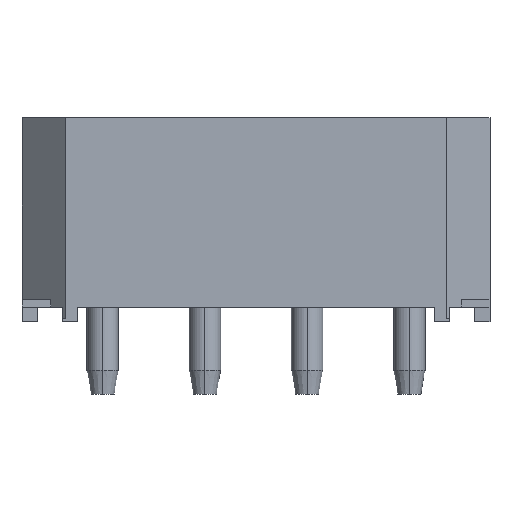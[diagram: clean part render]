
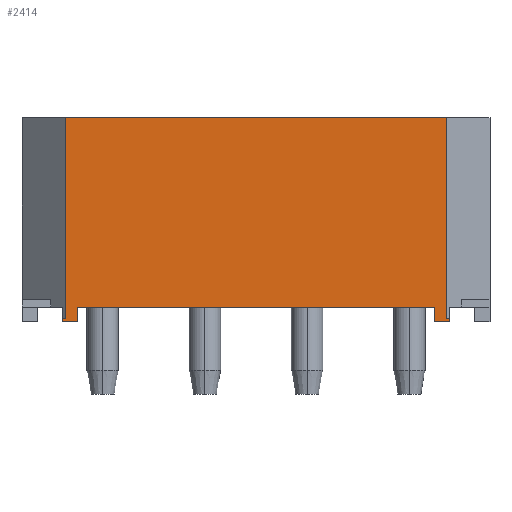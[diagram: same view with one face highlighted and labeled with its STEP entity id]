
A CAD part, front view. The second image highlights one B-rep face of the part: STEP entity #2414.
In plain terms, the highlighted planar face has unit normal (0, -1, 0).
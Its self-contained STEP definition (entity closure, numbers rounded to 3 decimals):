
#5=DIRECTION('',(1.,0.,0.));
#6=VECTOR('',#5,18.959);
#7=CARTESIAN_POINT('',(-9.479,-4.14,10.16));
#8=LINE('',#7,#6);
#185=DIRECTION('',(1.,0.,0.));
#186=VECTOR('',#185,17.74);
#187=CARTESIAN_POINT('',(-8.87,-4.14,0.74));
#188=LINE('',#187,#186);
#245=DIRECTION('',(1.,0.,0.));
#246=VECTOR('',#245,0.151);
#247=CARTESIAN_POINT('',(-9.63,-4.14,0.16));
#248=LINE('',#247,#246);
#249=DIRECTION('',(0.,0.,-1.));
#250=VECTOR('',#249,10.);
#251=CARTESIAN_POINT('',(-9.479,-4.14,10.16));
#252=LINE('',#251,#250);
#253=DIRECTION('',(0.,0.,-1.));
#254=VECTOR('',#253,10.);
#255=CARTESIAN_POINT('',(9.479,-4.14,10.16));
#256=LINE('',#255,#254);
#257=DIRECTION('',(1.,0.,0.));
#258=VECTOR('',#257,0.151);
#259=CARTESIAN_POINT('',(9.479,-4.14,0.16));
#260=LINE('',#259,#258);
#261=DIRECTION('',(0.,0.,-1.));
#262=VECTOR('',#261,0.16);
#263=CARTESIAN_POINT('',(9.63,-4.14,0.16));
#264=LINE('',#263,#262);
#265=DIRECTION('',(0.,0.,-1.));
#266=VECTOR('',#265,0.74);
#267=CARTESIAN_POINT('',(-8.87,-4.14,0.74));
#268=LINE('',#267,#266);
#281=DIRECTION('',(0.,0.,-1.));
#282=VECTOR('',#281,0.16);
#283=CARTESIAN_POINT('',(-9.63,-4.14,0.16));
#284=LINE('',#283,#282);
#293=DIRECTION('',(-1.,0.,0.));
#294=VECTOR('',#293,0.76);
#295=CARTESIAN_POINT('',(9.63,-4.14,0.));
#296=LINE('',#295,#294);
#309=DIRECTION('',(-1.,0.,0.));
#310=VECTOR('',#309,0.76);
#311=CARTESIAN_POINT('',(-8.87,-4.14,0.));
#312=LINE('',#311,#310);
#321=DIRECTION('',(0.,0.,-1.));
#322=VECTOR('',#321,0.74);
#323=CARTESIAN_POINT('',(8.87,-4.14,0.74));
#324=LINE('',#323,#322);
#1749=CARTESIAN_POINT('',(8.87,-4.14,0.));
#1751=VERTEX_POINT('',#1749);
#1755=CARTESIAN_POINT('',(9.63,-4.14,0.));
#1756=VERTEX_POINT('',#1755);
#1757=CARTESIAN_POINT('',(8.87,-4.14,0.74));
#1759=VERTEX_POINT('',#1757);
#1763=CARTESIAN_POINT('',(-8.87,-4.14,0.74));
#1764=VERTEX_POINT('',#1763);
#1767=CARTESIAN_POINT('',(-9.63,-4.14,0.));
#1769=VERTEX_POINT('',#1767);
#1773=CARTESIAN_POINT('',(-8.87,-4.14,0.));
#1774=VERTEX_POINT('',#1773);
#1938=CARTESIAN_POINT('',(9.479,-4.14,10.16));
#1940=VERTEX_POINT('',#1938);
#1941=CARTESIAN_POINT('',(-9.479,-4.14,10.16));
#1943=VERTEX_POINT('',#1941);
#1947=CARTESIAN_POINT('',(-9.63,-4.14,0.16));
#1948=CARTESIAN_POINT('',(-9.479,-4.14,0.16));
#1949=VERTEX_POINT('',#1947);
#1950=VERTEX_POINT('',#1948);
#1951=CARTESIAN_POINT('',(9.479,-4.14,0.16));
#1952=CARTESIAN_POINT('',(9.63,-4.14,0.16));
#1953=VERTEX_POINT('',#1951);
#1954=VERTEX_POINT('',#1952);
#2387=CARTESIAN_POINT('',(-11.63,-4.14,0.));
#2388=DIRECTION('',(0.,-1.,0.));
#2389=DIRECTION('',(1.,0.,0.));
#2390=AXIS2_PLACEMENT_3D('',#2387,#2388,#2389);
#2391=PLANE('',#2390);
#2393=ORIENTED_EDGE('',*,*,#2392,.T.);
#2394=ORIENTED_EDGE('',*,*,#2372,.F.);
#2395=ORIENTED_EDGE('',*,*,#2084,.T.);
#2396=ORIENTED_EDGE('',*,*,#2129,.T.);
#2398=ORIENTED_EDGE('',*,*,#2397,.T.);
#2400=ORIENTED_EDGE('',*,*,#2399,.T.);
#2402=ORIENTED_EDGE('',*,*,#2401,.T.);
#2404=ORIENTED_EDGE('',*,*,#2403,.F.);
#2405=ORIENTED_EDGE('',*,*,#2290,.F.);
#2407=ORIENTED_EDGE('',*,*,#2406,.T.);
#2409=ORIENTED_EDGE('',*,*,#2408,.T.);
#2411=ORIENTED_EDGE('',*,*,#2410,.F.);
#2412=EDGE_LOOP('',(#2393,#2394,#2395,#2396,#2398,#2400,#2402,#2404,#2405,#2407,
#2409,#2411));
#2413=FACE_OUTER_BOUND('',#2412,.F.);
#2414=ADVANCED_FACE('',(#2413),#2391,.T.);
#2084=EDGE_CURVE('',#1943,#1940,#8,.T.);
#2129=EDGE_CURVE('',#1940,#1953,#256,.T.);
#2290=EDGE_CURVE('',#1764,#1759,#188,.T.);
#2372=EDGE_CURVE('',#1943,#1950,#252,.T.);
#2392=EDGE_CURVE('',#1949,#1950,#248,.T.);
#2397=EDGE_CURVE('',#1953,#1954,#260,.T.);
#2399=EDGE_CURVE('',#1954,#1756,#264,.T.);
#2401=EDGE_CURVE('',#1756,#1751,#296,.T.);
#2403=EDGE_CURVE('',#1759,#1751,#324,.T.);
#2406=EDGE_CURVE('',#1764,#1774,#268,.T.);
#2408=EDGE_CURVE('',#1774,#1769,#312,.T.);
#2410=EDGE_CURVE('',#1949,#1769,#284,.T.);
